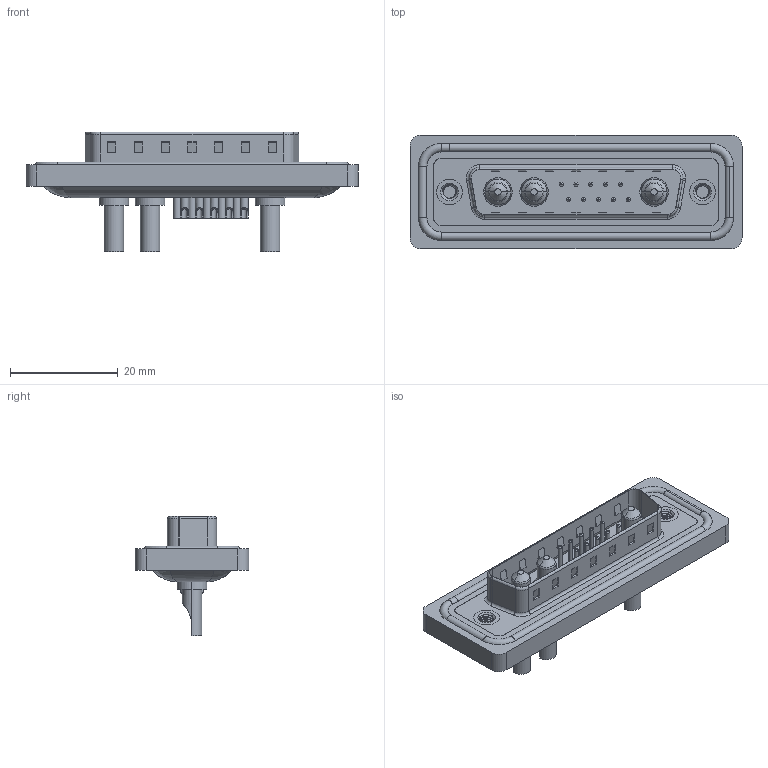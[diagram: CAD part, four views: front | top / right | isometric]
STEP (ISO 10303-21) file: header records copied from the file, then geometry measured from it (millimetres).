
FILE_DESCRIPTION (( 'STEP AP203' ), '1' );
FILE_NAME ('627W13W3222-2NA.STEP', '2024-03-19T20:03:12', ( '' ), ( '' ), 'SwSTEP 2.0', 'SolidWorks 2023', '' );
FILE_SCHEMA (( 'CONFIG_CONTROL_DESIGN' ));
Length unit declared in the file: millimetre
Products named in the file (9): 627Combo Shell Rear_25 Contacts; 627Combo Waterproof Housing_25 Contacts; 627Combo Contact Row 2_22; 627W13W3222-2NA; 627Combo Housing_13W3; Power Pin_20A SC; 627Combo Shell Front_25 Contacts; 627Combo Threaded Rivet_A; 627Combo Contact Row 1_22
Assembly tree (19 placements, depth 2):
  627W13W3222-2NA
    627Combo Housing_13W3
    627Combo Waterproof Housing_25 Contacts
    627Combo Shell Rear_25 Contacts
    627Combo Shell Front_25 Contacts
    627Combo Threaded Rivet_A  x2
    Power Pin_20A SC  x3
    627Combo Contact Row 1_22  x5
    627Combo Contact Row 2_22  x5
Bounding box: 61.75 x 21.1 x 22.3 mm (x, y, z)
Volume: 7390.7 mm3; surface area: 12199.3 mm2
Topology: 23 solids, 23 shells, 989 faces, 2365 edges, 1458 vertices
Faces by surface type: cylinder 416, plane 338, torus 170, cone 49, bspline 16
Entity records: 22474 total; most frequent: CARTESIAN_POINT 5624, DIRECTION 3434, ORIENTED_EDGE 3134, EDGE_CURVE 1567, AXIS2_PLACEMENT_3D 1306, VERTEX_POINT 990, LINE 822, VECTOR 822
